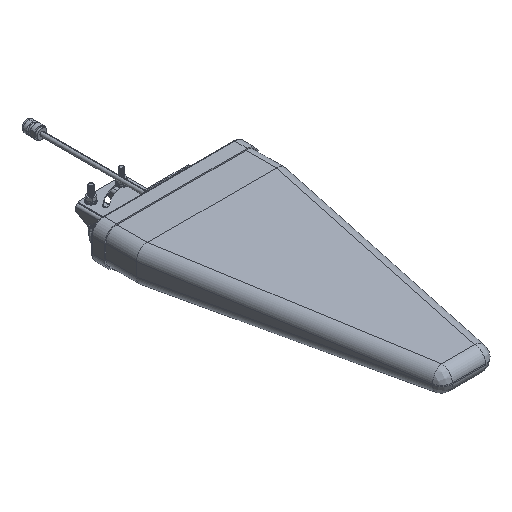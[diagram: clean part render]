
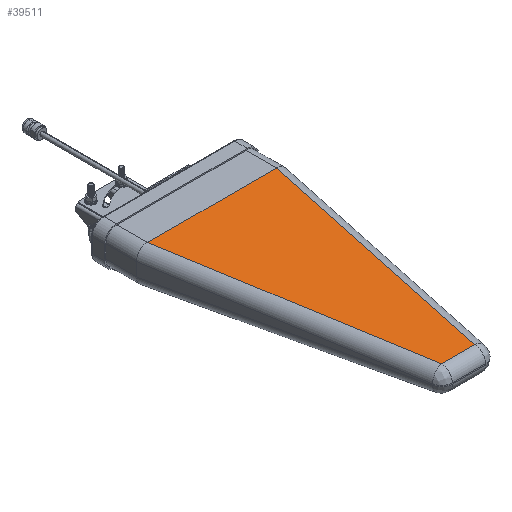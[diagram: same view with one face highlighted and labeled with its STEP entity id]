
A CAD part, isometric view. The second image highlights one B-rep face of the part: STEP entity #39511.
In plain terms, the highlighted planar face has unit normal (0, -0.024, 1).
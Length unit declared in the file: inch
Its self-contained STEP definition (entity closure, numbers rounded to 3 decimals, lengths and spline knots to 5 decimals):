
#1108 = VECTOR ( 'NONE', #39784, 39.37008 ) ;
#1919 = EDGE_CURVE ( 'NONE', #27369, #19083, #46496, .T. ) ;
#2461 = DIRECTION ( 'NONE',  ( -0.191, 0.981, 0.024 ) ) ;
#2482 = CARTESIAN_POINT ( 'NONE',  ( 29.46069, -8.452, 0.94488 ) ) ;
#3438 = CARTESIAN_POINT ( 'NONE',  ( 22.54805, -8.452, 0.94488 ) ) ;
#6562 = CARTESIAN_POINT ( 'NONE',  ( 22.53491, -8.38438, 0.94653 ) ) ;
#9166 = DIRECTION ( 'NONE',  ( 0., -1., -0.024 ) ) ;
#9452 = EDGE_CURVE ( 'NONE', #34405, #27369, #52654, .T. ) ;
#10130 = VECTOR ( 'NONE', #52045, 39.37008 ) ;
#13807 = CARTESIAN_POINT ( 'NONE',  ( 21.94925, -8.452, 0.94488 ) ) ;
#15479 = EDGE_LOOP ( 'NONE', ( #46625, #39483, #49140, #40040 ) ) ;
#19083 = VERTEX_POINT ( 'NONE', #47490 ) ;
#21578 = AXIS2_PLACEMENT_3D ( 'NONE', #13807, #46647, #9166 ) ;
#27369 = VERTEX_POINT ( 'NONE', #2482 ) ;
#28485 = VECTOR ( 'NONE', #2461, 39.37008 ) ;
#31583 = CARTESIAN_POINT ( 'NONE',  ( 26.00437, -8.452, 0.94488 ) ) ;
#34341 = PLANE ( 'NONE',  #21578 ) ;
#34405 = VERTEX_POINT ( 'NONE', #3438 ) ;
#35365 = CARTESIAN_POINT ( 'NONE',  ( 26.00437, -21.6487, 0.62236 ) ) ;
#36168 = EDGE_CURVE ( 'NONE', #19083, #48905, #52862, .T. ) ;
#37244 = EDGE_CURVE ( 'NONE', #48905, #34405, #39948, .T. ) ;
#39483 = ORIENTED_EDGE ( 'NONE', *, *, #37244, .F. ) ;
#39511 = ADVANCED_FACE ( 'NONE', ( #43081 ), #34341, .T. ) ;
#39784 = DIRECTION ( 'NONE',  ( 1., 0., 0. ) ) ;
#39948 = LINE ( 'NONE', #6562, #28485 ) ;
#40040 = ORIENTED_EDGE ( 'NONE', *, *, #1919, .F. ) ;
#42933 = DIRECTION ( 'NONE',  ( -0.191, -0.981, -0.024 ) ) ;
#43081 = FACE_OUTER_BOUND ( 'NONE', #15479, .T. ) ;
#46496 = LINE ( 'NONE', #51679, #46873 ) ;
#46625 = ORIENTED_EDGE ( 'NONE', *, *, #9452, .F. ) ;
#46647 = DIRECTION ( 'NONE',  ( 0., -0.024, 1. ) ) ;
#46873 = VECTOR ( 'NONE', #42933, 39.37008 ) ;
#47026 = CARTESIAN_POINT ( 'NONE',  ( 25.11323, -21.6487, 0.62236 ) ) ;
#47490 = CARTESIAN_POINT ( 'NONE',  ( 26.89551, -21.6487, 0.62236 ) ) ;
#48905 = VERTEX_POINT ( 'NONE', #47026 ) ;
#49140 = ORIENTED_EDGE ( 'NONE', *, *, #36168, .F. ) ;
#51679 = CARTESIAN_POINT ( 'NONE',  ( 26.79821, -22.14928, 0.61013 ) ) ;
#52045 = DIRECTION ( 'NONE',  ( -1., 0., 0. ) ) ;
#52654 = LINE ( 'NONE', #31583, #1108 ) ;
#52862 = LINE ( 'NONE', #35365, #10130 ) ;
